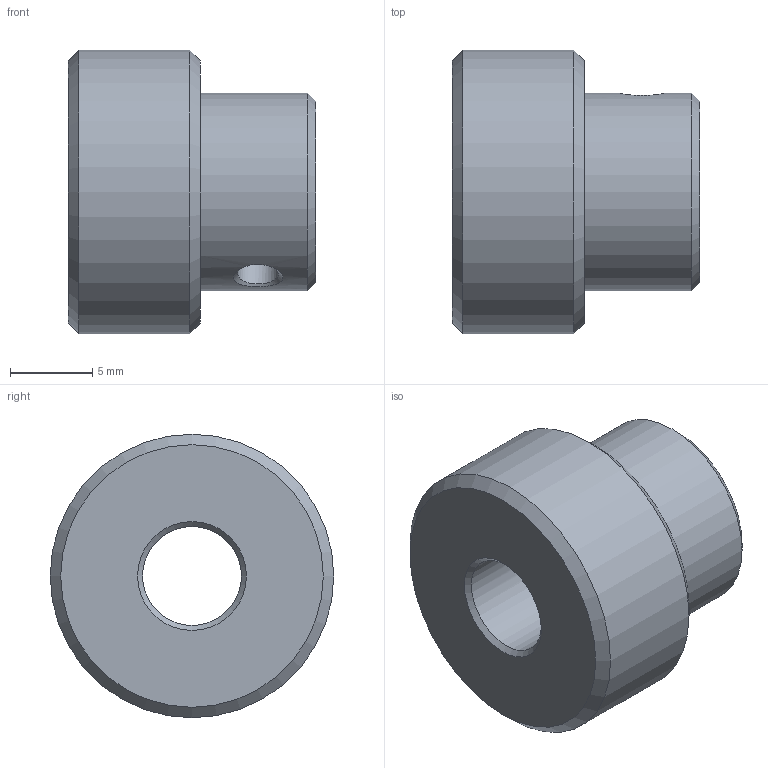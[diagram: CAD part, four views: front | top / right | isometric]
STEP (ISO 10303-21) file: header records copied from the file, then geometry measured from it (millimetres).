
FILE_DESCRIPTION( ( 'STEP AP203' ), '1' );
FILE_NAME( 'SGP2S_25_HUB0_0_0_0_0_SHNo_0__0_0__0_0__0_KEY1_-_TAP1_0_0_0_0_0_TAP2_0_0_0_0_0.stp', '2021-01-29T22:27:44', ( 'License CC BY-ND 4.0' ), ( 'CADENAS' ), ' ', 'PARTsolutions', ' ' );
FILE_SCHEMA( ( 'CONFIG_CONTROL_DESIGN' ) );
Length unit declared in the file: millimetre
Products named in the file (1): _SGP2S*25_HUB0_0_0_0_0_SHNo_0__0_0__0_0__0_KEY1_-_TAP1_0_0_0_0_0_TAP2_0_0_0_0_0
Bounding box: 15 x 17.19 x 17.19 mm (x, y, z)
Volume: 2167.5 mm3; surface area: 1353.5 mm2
Topology: 1 solids, 1 shells, 15 faces, 31 edges, 19 vertices
Faces by surface type: cone 7, cylinder 5, plane 3
Full cylindrical faces by diameter (mm): 2.459 x2, 6 x1, 12 x1, 17.19 x1
Entity records: 526 total; most frequent: CARTESIAN_POINT 208, DIRECTION 58, EDGE_LOOP 34, ORIENTED_EDGE 34, AXIS2_PLACEMENT_3D 29, FACE_OUTER_BOUND 20, EDGE_CURVE 17, VERTEX_POINT 17
